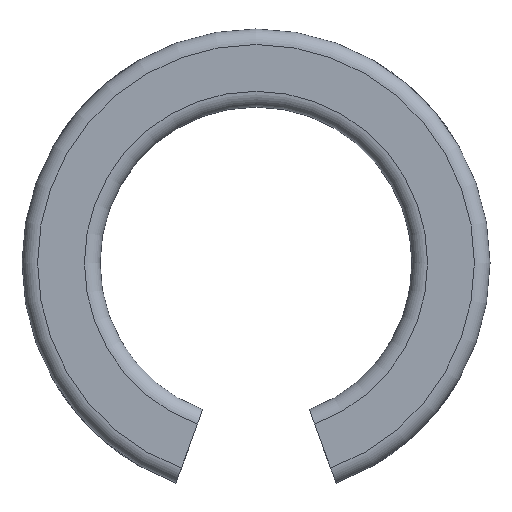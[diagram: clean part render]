
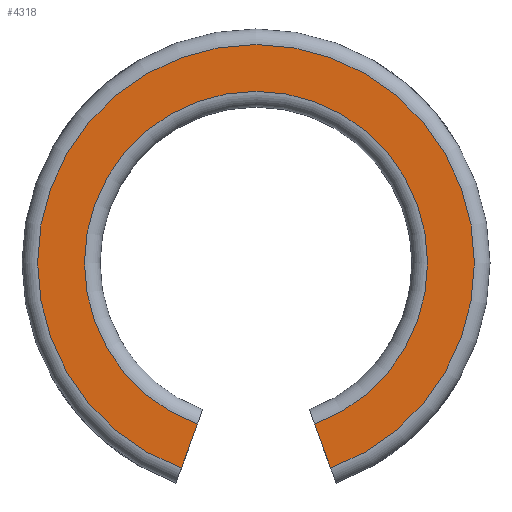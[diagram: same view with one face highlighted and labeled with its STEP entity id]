
A CAD part, top view. The second image highlights one B-rep face of the part: STEP entity #4318.
In plain terms, the highlighted planar face has unit normal (0, 0, 1).
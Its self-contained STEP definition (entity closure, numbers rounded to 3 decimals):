
#32 = PLANE('',#33);
#33 = AXIS2_PLACEMENT_3D('',#34,#35,#36);
#34 = CARTESIAN_POINT('',(3.42,-9.397,0.));
#35 = DIRECTION('',(0.94,0.342,0.));
#36 = DIRECTION('',(0.342,-0.94,0.));
#57 = VERTEX_POINT('',#58);
#58 = CARTESIAN_POINT('',(3.762,-10.337,10.));
#340 = TOROIDAL_SURFACE('',#341,11.,1.);
#341 = AXIS2_PLACEMENT_3D('',#342,#343,#344);
#342 = CARTESIAN_POINT('',(0.,0.,9.));
#343 = DIRECTION('',(-0.,-0.,-1.));
#344 = DIRECTION('',(0.342,-0.94,0.));
#486 = EDGE_CURVE('',#57,#487,#489,.T.);
#487 = VERTEX_POINT('',#488);
#488 = CARTESIAN_POINT('',(4.788,-13.156,10.));
#489 = SURFACE_CURVE('',#490,(#494,#501),.PCURVE_S1.);
#490 = LINE('',#491,#492);
#491 = CARTESIAN_POINT('',(3.42,-9.397,10.));
#492 = VECTOR('',#493,1.);
#493 = DIRECTION('',(0.342,-0.94,0.));
#494 = PCURVE('',#32,#495);
#495 = DEFINITIONAL_REPRESENTATION('',(#496),#500);
#496 = LINE('',#497,#498);
#497 = CARTESIAN_POINT('',(0.,-10.));
#498 = VECTOR('',#499,1.);
#499 = DIRECTION('',(1.,0.));
#500 = ( GEOMETRIC_REPRESENTATION_CONTEXT(2) 
PARAMETRIC_REPRESENTATION_CONTEXT() REPRESENTATION_CONTEXT('2D SPACE',''
  ) );
#501 = PCURVE('',#502,#507);
#502 = PLANE('',#503);
#503 = AXIS2_PLACEMENT_3D('',#504,#505,#506);
#504 = CARTESIAN_POINT('',(0.,0.117,10.));
#505 = DIRECTION('',(0.,0.,1.));
#506 = DIRECTION('',(1.,0.,0.));
#507 = DEFINITIONAL_REPRESENTATION('',(#508),#512);
#508 = LINE('',#509,#510);
#509 = CARTESIAN_POINT('',(3.42,-9.514));
#510 = VECTOR('',#511,1.);
#511 = DIRECTION('',(0.342,-0.94));
#512 = ( GEOMETRIC_REPRESENTATION_CONTEXT(2) 
PARAMETRIC_REPRESENTATION_CONTEXT() REPRESENTATION_CONTEXT('2D SPACE',''
  ) );
#810 = TOROIDAL_SURFACE('',#811,14.,1.);
#811 = AXIS2_PLACEMENT_3D('',#812,#813,#814);
#812 = CARTESIAN_POINT('',(0.,0.,9.));
#813 = DIRECTION('',(0.,0.,1.));
#814 = DIRECTION('',(0.342,-0.94,0.));
#1926 = PLANE('',#1927);
#1927 = AXIS2_PLACEMENT_3D('',#1928,#1929,#1930);
#1928 = CARTESIAN_POINT('',(-5.13,-14.095,0.));
#1929 = DIRECTION('',(-0.94,0.342,0.));
#1930 = DIRECTION('',(0.342,0.94,0.));
#3787 = VERTEX_POINT('',#3788);
#3788 = CARTESIAN_POINT('',(-3.762,-10.337,10.));
#4247 = EDGE_CURVE('',#57,#3787,#4248,.T.);
#4248 = SURFACE_CURVE('',#4249,(#4254,#4261),.PCURVE_S1.);
#4249 = CIRCLE('',#4250,11.);
#4250 = AXIS2_PLACEMENT_3D('',#4251,#4252,#4253);
#4251 = CARTESIAN_POINT('',(0.,0.,10.));
#4252 = DIRECTION('',(-0.,0.,1.));
#4253 = DIRECTION('',(0.342,-0.94,0.));
#4254 = PCURVE('',#340,#4255);
#4255 = DEFINITIONAL_REPRESENTATION('',(#4256),#4260);
#4256 = LINE('',#4257,#4258);
#4257 = CARTESIAN_POINT('',(-0.,4.712));
#4258 = VECTOR('',#4259,1.);
#4259 = DIRECTION('',(-1.,0.));
#4260 = ( GEOMETRIC_REPRESENTATION_CONTEXT(2) 
PARAMETRIC_REPRESENTATION_CONTEXT() REPRESENTATION_CONTEXT('2D SPACE',''
  ) );
#4261 = PCURVE('',#502,#4262);
#4262 = DEFINITIONAL_REPRESENTATION('',(#4263),#4267);
#4263 = CIRCLE('',#4264,11.);
#4264 = AXIS2_PLACEMENT_2D('',#4265,#4266);
#4265 = CARTESIAN_POINT('',(0.,-0.117));
#4266 = DIRECTION('',(0.342,-0.94));
#4267 = ( GEOMETRIC_REPRESENTATION_CONTEXT(2) 
PARAMETRIC_REPRESENTATION_CONTEXT() REPRESENTATION_CONTEXT('2D SPACE',''
  ) );
#4318 = ADVANCED_FACE('',(#4319),#502,.T.);
#4319 = FACE_BOUND('',#4320,.T.);
#4320 = EDGE_LOOP('',(#4321,#4322,#4346,#4367));
#4321 = ORIENTED_EDGE('',*,*,#486,.T.);
#4322 = ORIENTED_EDGE('',*,*,#4323,.T.);
#4323 = EDGE_CURVE('',#487,#4324,#4326,.T.);
#4324 = VERTEX_POINT('',#4325);
#4325 = CARTESIAN_POINT('',(-4.788,-13.156,10.));
#4326 = SURFACE_CURVE('',#4327,(#4332,#4339),.PCURVE_S1.);
#4327 = CIRCLE('',#4328,14.);
#4328 = AXIS2_PLACEMENT_3D('',#4329,#4330,#4331);
#4329 = CARTESIAN_POINT('',(0.,0.,10.));
#4330 = DIRECTION('',(-0.,0.,1.));
#4331 = DIRECTION('',(0.342,-0.94,0.));
#4332 = PCURVE('',#502,#4333);
#4333 = DEFINITIONAL_REPRESENTATION('',(#4334),#4338);
#4334 = CIRCLE('',#4335,14.);
#4335 = AXIS2_PLACEMENT_2D('',#4336,#4337);
#4336 = CARTESIAN_POINT('',(0.,-0.117));
#4337 = DIRECTION('',(0.342,-0.94));
#4338 = ( GEOMETRIC_REPRESENTATION_CONTEXT(2) 
PARAMETRIC_REPRESENTATION_CONTEXT() REPRESENTATION_CONTEXT('2D SPACE',''
  ) );
#4339 = PCURVE('',#810,#4340);
#4340 = DEFINITIONAL_REPRESENTATION('',(#4341),#4345);
#4341 = LINE('',#4342,#4343);
#4342 = CARTESIAN_POINT('',(0.,1.571));
#4343 = VECTOR('',#4344,1.);
#4344 = DIRECTION('',(1.,0.));
#4345 = ( GEOMETRIC_REPRESENTATION_CONTEXT(2) 
PARAMETRIC_REPRESENTATION_CONTEXT() REPRESENTATION_CONTEXT('2D SPACE',''
  ) );
#4346 = ORIENTED_EDGE('',*,*,#4347,.T.);
#4347 = EDGE_CURVE('',#4324,#3787,#4348,.T.);
#4348 = SURFACE_CURVE('',#4349,(#4353,#4360),.PCURVE_S1.);
#4349 = LINE('',#4350,#4351);
#4350 = CARTESIAN_POINT('',(-5.13,-14.095,10.));
#4351 = VECTOR('',#4352,1.);
#4352 = DIRECTION('',(0.342,0.94,0.));
#4353 = PCURVE('',#502,#4354);
#4354 = DEFINITIONAL_REPRESENTATION('',(#4355),#4359);
#4355 = LINE('',#4356,#4357);
#4356 = CARTESIAN_POINT('',(-5.13,-14.213));
#4357 = VECTOR('',#4358,1.);
#4358 = DIRECTION('',(0.342,0.94));
#4359 = ( GEOMETRIC_REPRESENTATION_CONTEXT(2) 
PARAMETRIC_REPRESENTATION_CONTEXT() REPRESENTATION_CONTEXT('2D SPACE',''
  ) );
#4360 = PCURVE('',#1926,#4361);
#4361 = DEFINITIONAL_REPRESENTATION('',(#4362),#4366);
#4362 = LINE('',#4363,#4364);
#4363 = CARTESIAN_POINT('',(0.,-10.));
#4364 = VECTOR('',#4365,1.);
#4365 = DIRECTION('',(1.,0.));
#4366 = ( GEOMETRIC_REPRESENTATION_CONTEXT(2) 
PARAMETRIC_REPRESENTATION_CONTEXT() REPRESENTATION_CONTEXT('2D SPACE',''
  ) );
#4367 = ORIENTED_EDGE('',*,*,#4247,.F.);
